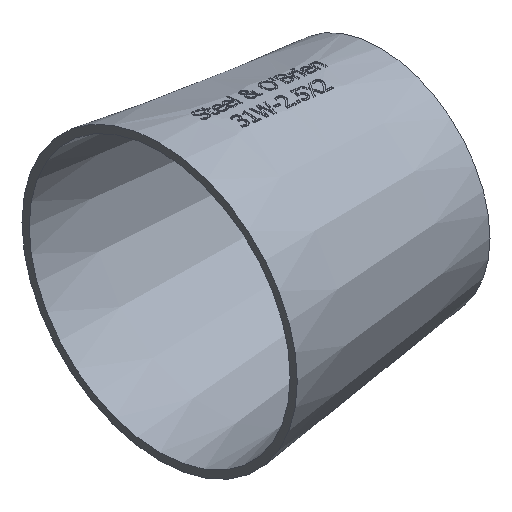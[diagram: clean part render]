
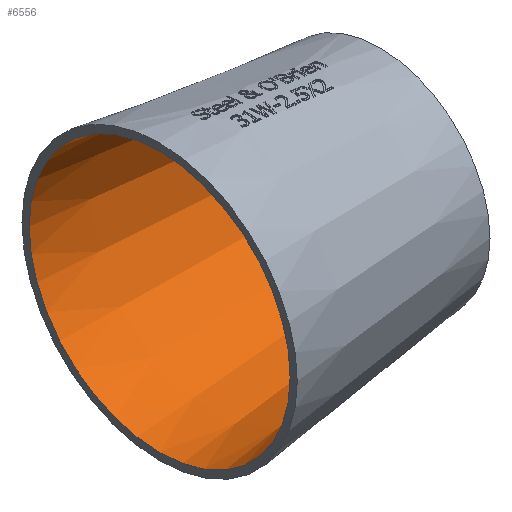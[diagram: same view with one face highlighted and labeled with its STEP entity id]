
A CAD part, isometric view. The second image highlights one B-rep face of the part: STEP entity #6556.
In plain terms, the highlighted conical face has half-angle 7.125 degrees and reference radius 26.924 mm.
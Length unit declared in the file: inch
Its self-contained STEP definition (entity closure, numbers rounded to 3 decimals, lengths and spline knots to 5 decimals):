
#91=FACE_BOUND('',#1167,.T.);
#774=FACE_OUTER_BOUND('',#1166,.T.);
#1166=EDGE_LOOP('',(#6134));
#1167=EDGE_LOOP('',(#6135));
#2561=CIRCLE('',#6906,0.935);
#2562=CIRCLE('',#6908,1.185);
#3213=VERTEX_POINT('',#14514);
#3214=VERTEX_POINT('',#14517);
#4189=EDGE_CURVE('',#3213,#3213,#2561,.T.);
#4190=EDGE_CURVE('',#3214,#3214,#2562,.T.);
#6134=ORIENTED_EDGE('',*,*,#4190,.F.);
#6135=ORIENTED_EDGE('',*,*,#4189,.T.);
#6174=CONICAL_SURFACE('',#6907,1.06,7.125);
#6556=ADVANCED_FACE('',(#774,#91),#6174,.F.);
#6906=AXIS2_PLACEMENT_3D('',#14515,#8061,#8062);
#6907=AXIS2_PLACEMENT_3D('',#14516,#8063,#8064);
#6908=AXIS2_PLACEMENT_3D('',#14518,#8065,#8066);
#8061=DIRECTION('center_axis',(1.,0.,0.));
#8062=DIRECTION('ref_axis',(0.,-1.,0.));
#8063=DIRECTION('center_axis',(-1.,0.,0.));
#8064=DIRECTION('ref_axis',(0.,-1.,0.));
#8065=DIRECTION('center_axis',(1.,0.,0.));
#8066=DIRECTION('ref_axis',(0.,-1.,0.));
#14514=CARTESIAN_POINT('',(2.,-0.935,0.));
#14515=CARTESIAN_POINT('Origin',(2.,0.,0.));
#14516=CARTESIAN_POINT('Origin',(1.,0.,0.));
#14517=CARTESIAN_POINT('',(0.,-1.185,0.));
#14518=CARTESIAN_POINT('Origin',(0.,0.,0.));
